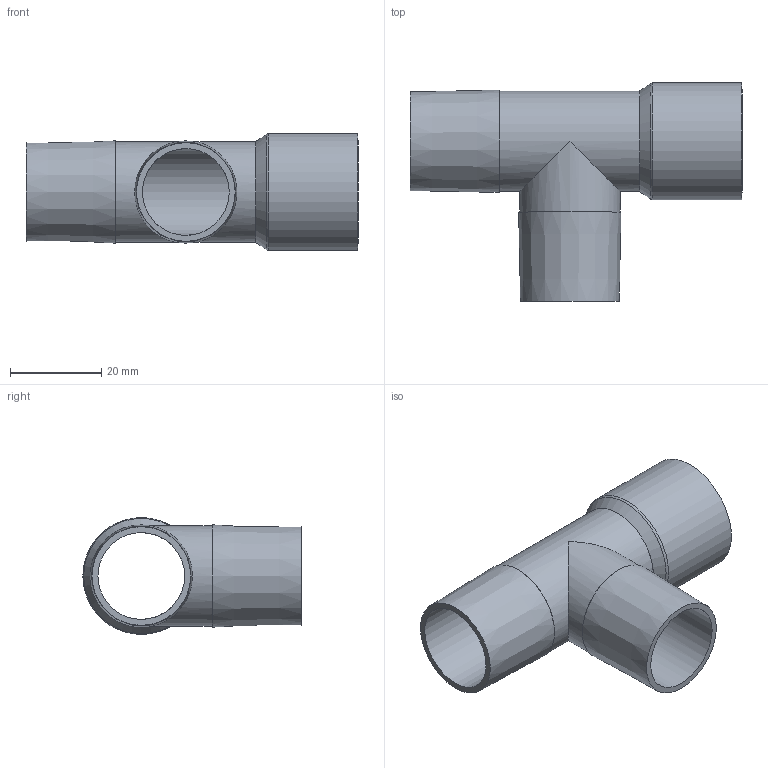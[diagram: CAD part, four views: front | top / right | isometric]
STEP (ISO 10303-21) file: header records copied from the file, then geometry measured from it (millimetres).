
FILE_DESCRIPTION(/* description */ (''),/* implementation_level */ '2;1');
FILE_NAME(/* name */ 'Conector Rigido T 22-19-19.step',/* time_stamp */ '2020-04-20T22:48:08+02:00',/* author */ (''),/* organization */ (''),/* preprocessor_version */ 'ST-DEVELOPER v18.1',/* originating_system */ 'Autodesk Translation Framework v9.2.0.1227',/* authorisation */ '');
FILE_SCHEMA (('AUTOMOTIVE_DESIGN { 1 0 10303 214 3 1 1 }'));
Length unit declared in the file: millimetre
Products named in the file (3): Conector Rigido T 22-19-19; Conector Rigido 22-15 Inverso v1; Component2
Assembly tree (2 placements, depth 3):
  Conector Rigido T 22-19-19
    Conector Rigido 22-15 Inverso v1
      Component2
Bounding box: 72.7 x 47.8 x 25.6 mm (x, y, z)
Volume: 9838 mm3; surface area: 13019.6 mm2
Topology: 1 solids, 1 shells, 21 faces, 56 edges, 40 vertices
Faces by surface type: plane 9, cylinder 6, cone 5, torus 1
Full cylindrical faces by diameter (mm): 19 x3, 22 x2, 25.6 x1
Entity records: 776 total; most frequent: DIRECTION 149, CARTESIAN_POINT 122, ORIENTED_EDGE 112, AXIS2_PLACEMENT_3D 67, EDGE_CURVE 56, VERTEX_POINT 40, CIRCLE 33, EDGE_LOOP 28
